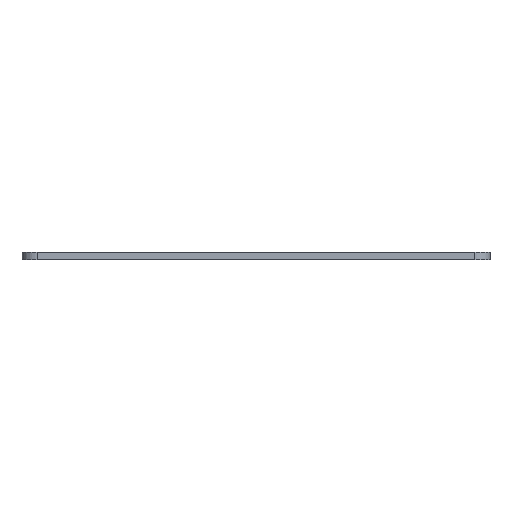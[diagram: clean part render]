
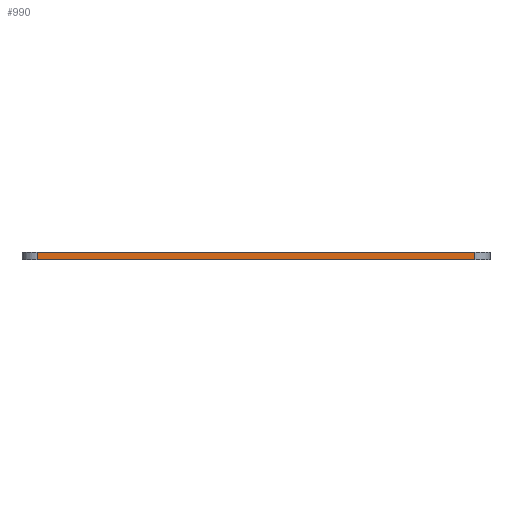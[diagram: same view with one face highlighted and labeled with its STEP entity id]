
A CAD part, left-side view. The second image highlights one B-rep face of the part: STEP entity #990.
In plain terms, the highlighted planar face has unit normal (-1, 0, 0).
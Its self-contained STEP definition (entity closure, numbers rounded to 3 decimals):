
#44 = PLANE('',#45);
#45 = AXIS2_PLACEMENT_3D('',#46,#47,#48);
#46 = CARTESIAN_POINT('',(69.181,45.872,0.));
#47 = DIRECTION('',(0.,0.,1.));
#48 = DIRECTION('',(1.,0.,0.));
#72 = CYLINDRICAL_SURFACE('',#73,3.);
#73 = AXIS2_PLACEMENT_3D('',#74,#75,#76);
#74 = CARTESIAN_POINT('',(3.,3.,0.));
#75 = DIRECTION('',(0.,0.,1.));
#76 = DIRECTION('',(0.,-1.,0.));
#100 = PLANE('',#101);
#101 = AXIS2_PLACEMENT_3D('',#102,#103,#104);
#102 = CARTESIAN_POINT('',(69.181,45.872,1.5));
#103 = DIRECTION('',(0.,0.,1.));
#104 = DIRECTION('',(1.,0.,0.));
#364 = VERTEX_POINT('',#365);
#365 = CARTESIAN_POINT('',(-0.,88.75,0.));
#380 = CYLINDRICAL_SURFACE('',#381,3.);
#381 = AXIS2_PLACEMENT_3D('',#382,#383,#384);
#382 = CARTESIAN_POINT('',(3.,88.75,0.));
#383 = DIRECTION('',(0.,0.,1.));
#384 = DIRECTION('',(0.,1.,0.));
#392 = EDGE_CURVE('',#364,#393,#395,.T.);
#393 = VERTEX_POINT('',#394);
#394 = CARTESIAN_POINT('',(-0.,3.,0.));
#395 = SURFACE_CURVE('',#396,(#400,#407),.PCURVE_S1.);
#396 = LINE('',#397,#398);
#397 = CARTESIAN_POINT('',(0.,91.75,0.));
#398 = VECTOR('',#399,1.);
#399 = DIRECTION('',(0.,-1.,0.));
#400 = PCURVE('',#44,#401);
#401 = DEFINITIONAL_REPRESENTATION('',(#402),#406);
#402 = LINE('',#403,#404);
#403 = CARTESIAN_POINT('',(-69.181,45.878));
#404 = VECTOR('',#405,1.);
#405 = DIRECTION('',(0.,-1.));
#406 = ( GEOMETRIC_REPRESENTATION_CONTEXT(2) 
PARAMETRIC_REPRESENTATION_CONTEXT() REPRESENTATION_CONTEXT('2D SPACE',''
  ) );
#407 = PCURVE('',#408,#413);
#408 = PLANE('',#409);
#409 = AXIS2_PLACEMENT_3D('',#410,#411,#412);
#410 = CARTESIAN_POINT('',(0.,91.75,0.));
#411 = DIRECTION('',(1.,0.,0.));
#412 = DIRECTION('',(0.,-1.,0.));
#413 = DEFINITIONAL_REPRESENTATION('',(#414),#418);
#414 = LINE('',#415,#416);
#415 = CARTESIAN_POINT('',(0.,0.));
#416 = VECTOR('',#417,1.);
#417 = DIRECTION('',(1.,0.));
#418 = ( GEOMETRIC_REPRESENTATION_CONTEXT(2) 
PARAMETRIC_REPRESENTATION_CONTEXT() REPRESENTATION_CONTEXT('2D SPACE',''
  ) );
#574 = EDGE_CURVE('',#393,#575,#577,.T.);
#575 = VERTEX_POINT('',#576);
#576 = CARTESIAN_POINT('',(-0.,3.,1.5));
#577 = SURFACE_CURVE('',#578,(#582,#589),.PCURVE_S1.);
#578 = LINE('',#579,#580);
#579 = CARTESIAN_POINT('',(0.,3.,0.));
#580 = VECTOR('',#581,1.);
#581 = DIRECTION('',(0.,0.,1.));
#582 = PCURVE('',#72,#583);
#583 = DEFINITIONAL_REPRESENTATION('',(#584),#588);
#584 = LINE('',#585,#586);
#585 = CARTESIAN_POINT('',(-1.571,0.));
#586 = VECTOR('',#587,1.);
#587 = DIRECTION('',(-0.,1.));
#588 = ( GEOMETRIC_REPRESENTATION_CONTEXT(2) 
PARAMETRIC_REPRESENTATION_CONTEXT() REPRESENTATION_CONTEXT('2D SPACE',''
  ) );
#589 = PCURVE('',#408,#590);
#590 = DEFINITIONAL_REPRESENTATION('',(#591),#595);
#591 = LINE('',#592,#593);
#592 = CARTESIAN_POINT('',(88.75,0.));
#593 = VECTOR('',#594,1.);
#594 = DIRECTION('',(0.,-1.));
#595 = ( GEOMETRIC_REPRESENTATION_CONTEXT(2) 
PARAMETRIC_REPRESENTATION_CONTEXT() REPRESENTATION_CONTEXT('2D SPACE',''
  ) );
#842 = VERTEX_POINT('',#843);
#843 = CARTESIAN_POINT('',(-0.,88.75,1.5));
#865 = EDGE_CURVE('',#842,#575,#866,.T.);
#866 = SURFACE_CURVE('',#867,(#871,#878),.PCURVE_S1.);
#867 = LINE('',#868,#869);
#868 = CARTESIAN_POINT('',(0.,91.75,1.5));
#869 = VECTOR('',#870,1.);
#870 = DIRECTION('',(0.,-1.,0.));
#871 = PCURVE('',#100,#872);
#872 = DEFINITIONAL_REPRESENTATION('',(#873),#877);
#873 = LINE('',#874,#875);
#874 = CARTESIAN_POINT('',(-69.181,45.878));
#875 = VECTOR('',#876,1.);
#876 = DIRECTION('',(0.,-1.));
#877 = ( GEOMETRIC_REPRESENTATION_CONTEXT(2) 
PARAMETRIC_REPRESENTATION_CONTEXT() REPRESENTATION_CONTEXT('2D SPACE',''
  ) );
#878 = PCURVE('',#408,#879);
#879 = DEFINITIONAL_REPRESENTATION('',(#880),#884);
#880 = LINE('',#881,#882);
#881 = CARTESIAN_POINT('',(0.,-1.5));
#882 = VECTOR('',#883,1.);
#883 = DIRECTION('',(1.,0.));
#884 = ( GEOMETRIC_REPRESENTATION_CONTEXT(2) 
PARAMETRIC_REPRESENTATION_CONTEXT() REPRESENTATION_CONTEXT('2D SPACE',''
  ) );
#990 = ADVANCED_FACE('',(#991),#408,.F.);
#991 = FACE_BOUND('',#992,.F.);
#992 = EDGE_LOOP('',(#993,#994,#1015,#1016));
#993 = ORIENTED_EDGE('',*,*,#392,.F.);
#994 = ORIENTED_EDGE('',*,*,#995,.T.);
#995 = EDGE_CURVE('',#364,#842,#996,.T.);
#996 = SURFACE_CURVE('',#997,(#1001,#1008),.PCURVE_S1.);
#997 = LINE('',#998,#999);
#998 = CARTESIAN_POINT('',(0.,88.75,0.));
#999 = VECTOR('',#1000,1.);
#1000 = DIRECTION('',(0.,0.,1.));
#1001 = PCURVE('',#408,#1002);
#1002 = DEFINITIONAL_REPRESENTATION('',(#1003),#1007);
#1003 = LINE('',#1004,#1005);
#1004 = CARTESIAN_POINT('',(3.,0.));
#1005 = VECTOR('',#1006,1.);
#1006 = DIRECTION('',(0.,-1.));
#1007 = ( GEOMETRIC_REPRESENTATION_CONTEXT(2) 
PARAMETRIC_REPRESENTATION_CONTEXT() REPRESENTATION_CONTEXT('2D SPACE',''
  ) );
#1008 = PCURVE('',#380,#1009);
#1009 = DEFINITIONAL_REPRESENTATION('',(#1010),#1014);
#1010 = LINE('',#1011,#1012);
#1011 = CARTESIAN_POINT('',(1.571,0.));
#1012 = VECTOR('',#1013,1.);
#1013 = DIRECTION('',(0.,1.));
#1014 = ( GEOMETRIC_REPRESENTATION_CONTEXT(2) 
PARAMETRIC_REPRESENTATION_CONTEXT() REPRESENTATION_CONTEXT('2D SPACE',''
  ) );
#1015 = ORIENTED_EDGE('',*,*,#865,.T.);
#1016 = ORIENTED_EDGE('',*,*,#574,.F.);
